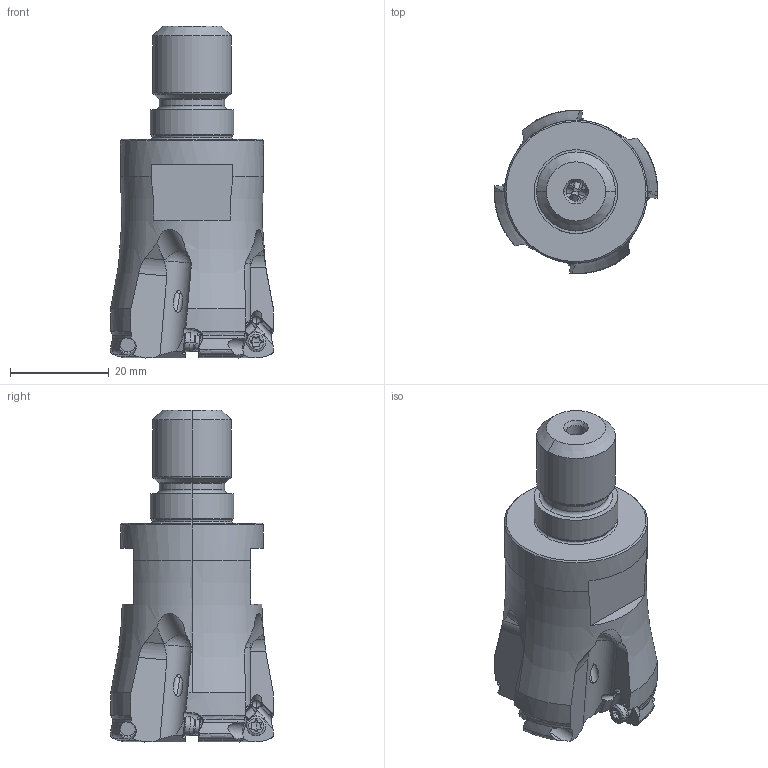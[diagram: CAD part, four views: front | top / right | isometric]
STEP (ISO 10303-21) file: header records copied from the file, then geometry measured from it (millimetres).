
FILE_DESCRIPTION(/* description */ (''),/* implementation_level */ '2;1');
FILE_NAME(/* name */ 'AJX08R354AM1645.stp',/* time_stamp */ '2022-03-28T16:58:50+09:00',/* author */ (''),/* organization */ (''),/* preprocessor_version */ 'ST-DEVELOPER v16',/* originating_system */ 'SIEMENS PLM Software NX 10.0',/* authorisation */ '');
FILE_SCHEMA (('AUTOMOTIVE_DESIGN { 1 0 10303 214 3 1 1 1 }'));
Length unit declared in the file: millimetre
Products named in the file (1): AJX08R354AM1645_ASM
Bounding box: 33.11 x 33.11 x 67.3 mm (x, y, z)
Volume: 28804.9 mm3; surface area: 8805.2 mm2
Topology: 5 solids, 5 shells, 499 faces, 1465 edges, 947 vertices
Faces by surface type: cylinder 206, plane 102, cone 76, sphere 52, torus 51, bspline 12
Entity records: 21996 total; most frequent: CARTESIAN_POINT 9339, ORIENTED_EDGE 2850, DIRECTION 2414, EDGE_CURVE 1425, AXIS2_PLACEMENT_3D 1028, VERTEX_POINT 940, B_SPLINE_CURVE_WITH_KNOTS 548, EDGE_LOOP 519
